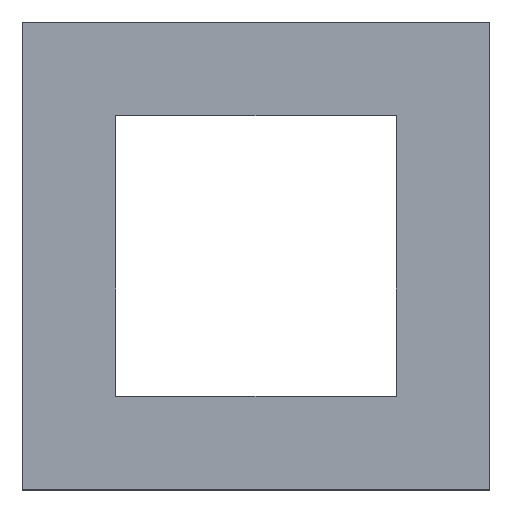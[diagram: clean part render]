
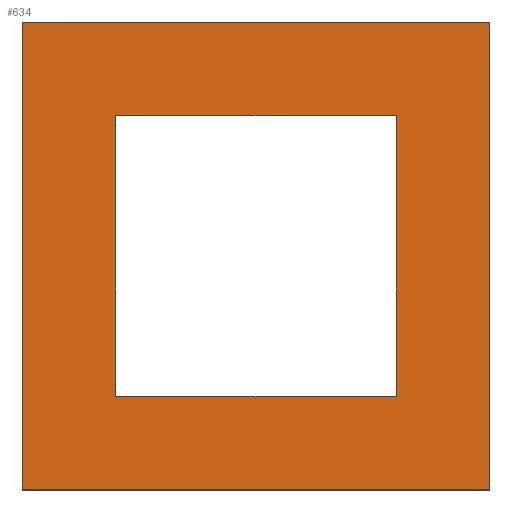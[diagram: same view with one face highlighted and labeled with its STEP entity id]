
A CAD part, top view. The second image highlights one B-rep face of the part: STEP entity #634.
In plain terms, the highlighted planar face has unit normal (0, 0, 1).
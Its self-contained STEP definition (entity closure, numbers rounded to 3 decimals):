
#96=FACE_BOUND('',#198,.T.);
#138=FACE_OUTER_BOUND('',#197,.T.);
#197=EDGE_LOOP('',(#567,#568,#569,#570));
#198=EDGE_LOOP('',(#571,#572,#573,#574));
#202=LINE('',#946,#242);
#205=LINE('',#952,#245);
#206=LINE('',#955,#246);
#209=LINE('',#960,#249);
#232=LINE('',#1103,#272);
#234=LINE('',#1107,#274);
#236=LINE('',#1111,#276);
#238=LINE('',#1114,#278);
#242=VECTOR('',#738,10.);
#245=VECTOR('',#743,10.);
#246=VECTOR('',#746,10.);
#249=VECTOR('',#751,10.);
#272=VECTOR('',#922,10.);
#274=VECTOR('',#926,10.);
#276=VECTOR('',#930,10.);
#278=VECTOR('',#934,10.);
#280=VERTEX_POINT('',#940);
#282=VERTEX_POINT('',#944);
#284=VERTEX_POINT('',#950);
#285=VERTEX_POINT('',#954);
#331=VERTEX_POINT('',#1100);
#332=VERTEX_POINT('',#1102);
#333=VERTEX_POINT('',#1106);
#334=VERTEX_POINT('',#1110);
#338=EDGE_CURVE('',#280,#282,#202,.T.);
#341=EDGE_CURVE('',#282,#284,#205,.T.);
#342=EDGE_CURVE('',#285,#280,#206,.T.);
#345=EDGE_CURVE('',#284,#285,#209,.T.);
#408=EDGE_CURVE('',#332,#331,#232,.T.);
#410=EDGE_CURVE('',#333,#332,#234,.T.);
#412=EDGE_CURVE('',#334,#333,#236,.T.);
#414=EDGE_CURVE('',#331,#334,#238,.T.);
#567=ORIENTED_EDGE('',*,*,#414,.T.);
#568=ORIENTED_EDGE('',*,*,#412,.T.);
#569=ORIENTED_EDGE('',*,*,#410,.T.);
#570=ORIENTED_EDGE('',*,*,#408,.T.);
#571=ORIENTED_EDGE('',*,*,#345,.T.);
#572=ORIENTED_EDGE('',*,*,#342,.T.);
#573=ORIENTED_EDGE('',*,*,#338,.T.);
#574=ORIENTED_EDGE('',*,*,#341,.T.);
#592=PLANE('',#730);
#634=ADVANCED_FACE('',(#138,#96),#592,.T.);
#730=AXIS2_PLACEMENT_3D('',#1115,#935,#936);
#738=DIRECTION('',(0.,-1.,0.));
#743=DIRECTION('',(-1.,0.,0.));
#746=DIRECTION('',(1.,0.,0.));
#751=DIRECTION('',(0.,1.,0.));
#922=DIRECTION('',(0.,-1.,0.));
#926=DIRECTION('',(-1.,0.,0.));
#930=DIRECTION('',(0.,1.,0.));
#934=DIRECTION('',(1.,0.,0.));
#935=DIRECTION('center_axis',(0.,0.,1.));
#936=DIRECTION('ref_axis',(1.,0.,0.));
#940=CARTESIAN_POINT('',(80.,80.,20.));
#944=CARTESIAN_POINT('',(80.,20.,20.));
#946=CARTESIAN_POINT('',(80.,20.,20.));
#950=CARTESIAN_POINT('',(20.,20.,20.));
#952=CARTESIAN_POINT('',(20.,20.,20.));
#954=CARTESIAN_POINT('',(20.,80.,20.));
#955=CARTESIAN_POINT('',(80.,80.,20.));
#960=CARTESIAN_POINT('',(20.,80.,20.));
#1100=CARTESIAN_POINT('',(0.,0.,20.));
#1102=CARTESIAN_POINT('',(0.,100.,20.));
#1103=CARTESIAN_POINT('',(0.,100.,20.));
#1106=CARTESIAN_POINT('',(100.,100.,20.));
#1107=CARTESIAN_POINT('',(100.,100.,20.));
#1110=CARTESIAN_POINT('',(100.,0.,20.));
#1111=CARTESIAN_POINT('',(100.,0.,20.));
#1114=CARTESIAN_POINT('',(0.,0.,20.));
#1115=CARTESIAN_POINT('Origin',(50.,50.,20.));
